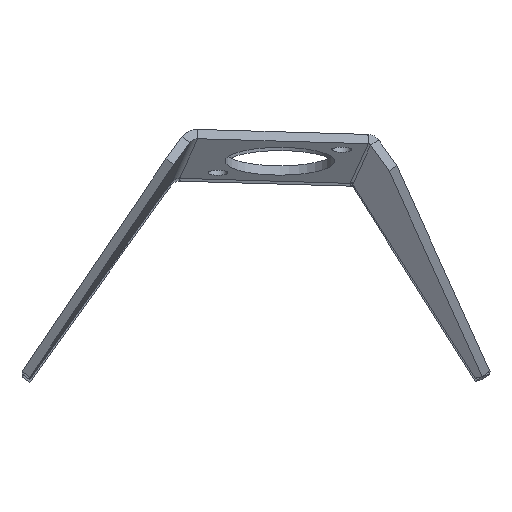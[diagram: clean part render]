
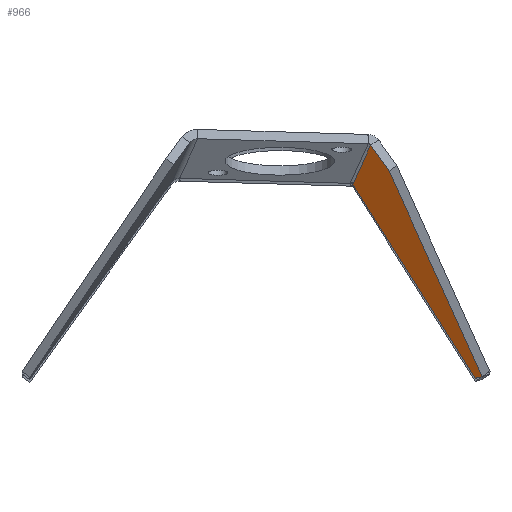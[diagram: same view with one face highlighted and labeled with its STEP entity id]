
A CAD part, top view. The second image highlights one B-rep face of the part: STEP entity #966.
In plain terms, the highlighted planar face has unit normal (-0.814, -0.531, 0.236).
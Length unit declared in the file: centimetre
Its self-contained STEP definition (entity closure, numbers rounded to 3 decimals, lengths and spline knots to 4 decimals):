
#112=FACE_OUTER_BOUND('',#178,.T.);
#178=EDGE_LOOP('',(#741,#742,#743,#744,#745));
#267=LINE('',#1493,#367);
#269=LINE('',#1497,#369);
#271=LINE('',#1501,#371);
#273=LINE('',#1505,#373);
#274=LINE('',#1513,#374);
#367=VECTOR('',#1202,1.);
#369=VECTOR('',#1206,13.8637);
#371=VECTOR('',#1210,1.4999);
#373=VECTOR('',#1214,1.);
#374=VECTOR('',#1221,8.0877);
#459=VERTEX_POINT('',#1476);
#464=VERTEX_POINT('',#1492);
#465=VERTEX_POINT('',#1496);
#466=VERTEX_POINT('',#1500);
#467=VERTEX_POINT('',#1504);
#560=EDGE_CURVE('',#459,#464,#267,.T.);
#562=EDGE_CURVE('',#464,#465,#269,.T.);
#564=EDGE_CURVE('',#465,#466,#271,.T.);
#566=EDGE_CURVE('',#466,#467,#273,.T.);
#569=EDGE_CURVE('',#459,#467,#274,.T.);
#741=ORIENTED_EDGE('',*,*,#560,.F.);
#742=ORIENTED_EDGE('',*,*,#569,.T.);
#743=ORIENTED_EDGE('',*,*,#566,.F.);
#744=ORIENTED_EDGE('',*,*,#564,.F.);
#745=ORIENTED_EDGE('',*,*,#562,.F.);
#916=PLANE('',#1044);
#966=ADVANCED_FACE('',(#112),#916,.F.);
#1044=AXIS2_PLACEMENT_3D('',#1514,#1222,#1223);
#1202=DIRECTION('',(0.57,-0.809,0.142));
#1206=DIRECTION('',(0.35,-0.772,-0.531));
#1210=DIRECTION('',(-0.235,-0.071,-0.969));
#1214=DIRECTION('',(-0.532,0.844,0.067));
#1221=DIRECTION('',(-0.115,-0.25,-0.961));
#1222=DIRECTION('center_axis',(0.814,0.531,-0.236));
#1223=DIRECTION('ref_axis',(0.115,0.25,0.961));
#1476=CARTESIAN_POINT('',(189.7052,54.5462,49.1613));
#1492=CARTESIAN_POINT('',(190.652,53.2013,49.3972));
#1493=CARTESIAN_POINT('',(189.8455,54.347,49.1963));
#1496=CARTESIAN_POINT('',(195.5046,42.505,42.0323));
#1497=CARTESIAN_POINT('',(190.652,53.2013,49.3972));
#1500=CARTESIAN_POINT('',(195.1525,42.399,40.5782));
#1501=CARTESIAN_POINT('',(195.5046,42.505,42.0323));
#1504=CARTESIAN_POINT('',(188.7722,52.5256,41.3859));
#1505=CARTESIAN_POINT('',(189.9293,50.6891,41.2393));
#1513=CARTESIAN_POINT('',(189.7052,54.5462,49.1613));
#1514=CARTESIAN_POINT('Origin',(189.2876,54.3334,47.2402));
